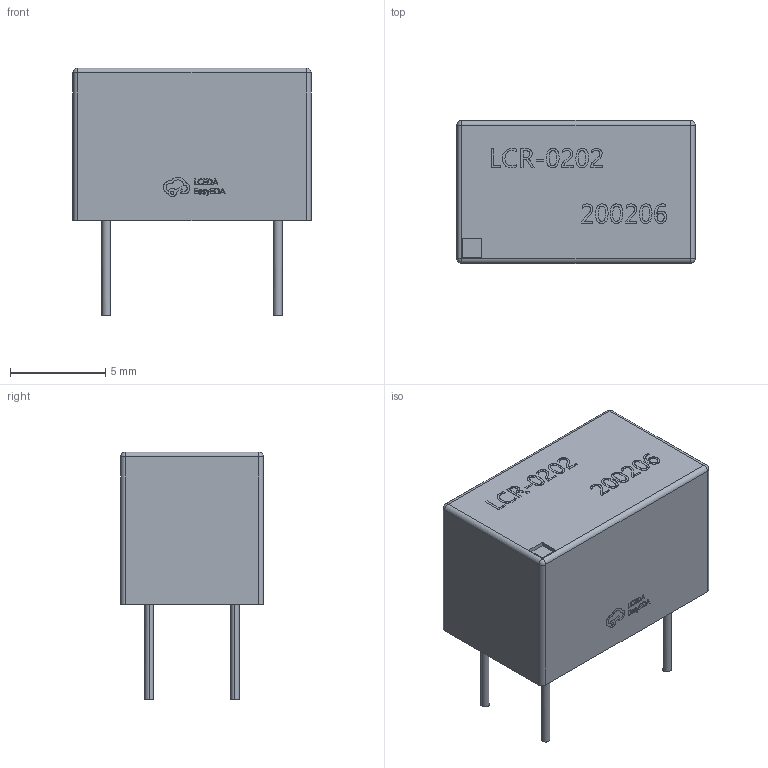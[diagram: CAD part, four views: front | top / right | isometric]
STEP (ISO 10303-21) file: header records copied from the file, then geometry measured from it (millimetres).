
FILE_DESCRIPTION (( 'STEP AP214' ), '1' );
FILE_NAME ('OPTO-TH_LCR-0202.step', '2022-07-05T14:09:03', ( '' ), ( '' ), 'SwSTEP 2.0', 'SolidWorks 2020', '' );
FILE_SCHEMA (( 'AUTOMOTIVE_DESIGN' ));
Length unit declared in the file: millimetre
Products named in the file (1): OPTO-TH_LCR-0202
Bounding box: 12.5 x 7.5 x 13 mm (x, y, z)
Volume: 722.2 mm3; surface area: 536.6 mm2
Topology: 1 solids, 1 shells, 490 faces, 1309 edges, 866 vertices
Faces by surface type: plane 264, bspline 206, cylinder 16, sphere 4
Entity records: 27309 total; most frequent: CARTESIAN_POINT 11080, ORIENTED_EDGE 2610, DIRECTION 1491, EDGE_CURVE 1305, VERTEX_POINT 866, VECTOR 849, LINE 849, EDGE_LOOP 539
